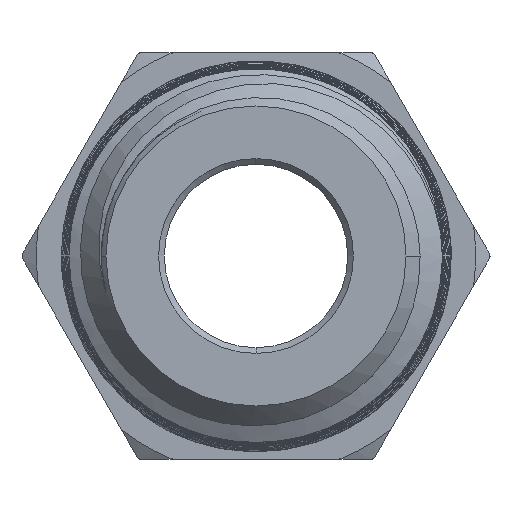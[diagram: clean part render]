
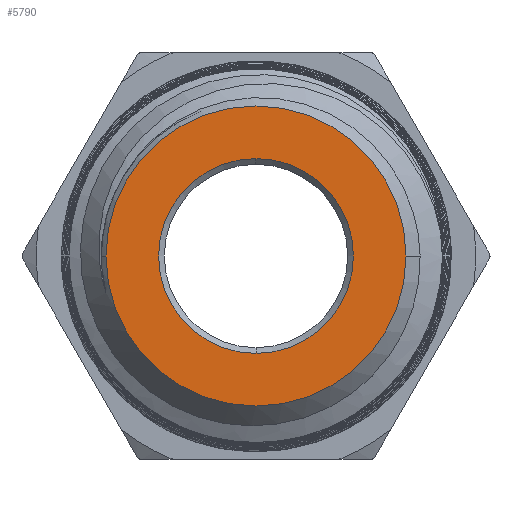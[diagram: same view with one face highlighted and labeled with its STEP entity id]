
A CAD part, left-side view. The second image highlights one B-rep face of the part: STEP entity #5790.
In plain terms, the highlighted planar face has unit normal (-1, 0, 0).
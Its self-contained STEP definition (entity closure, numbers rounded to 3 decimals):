
#1466=CARTESIAN_POINT('',(-17.8,0.,0.));
#1467=DIRECTION('',(-1.,0.,0.));
#1468=DIRECTION('',(0.,1.,0.));
#1469=AXIS2_PLACEMENT_3D('',#1466,#1467,#1468);
#1471=CARTESIAN_POINT('',(-17.8,0.,0.));
#1472=DIRECTION('',(-1.,0.,0.));
#1473=DIRECTION('',(0.,-1.,0.));
#1474=AXIS2_PLACEMENT_3D('',#1471,#1472,#1473);
#1476=CARTESIAN_POINT('',(-17.8,0.,0.));
#1477=DIRECTION('',(1.,0.,0.));
#1478=DIRECTION('',(0.,0.,-1.));
#1479=AXIS2_PLACEMENT_3D('',#1476,#1477,#1478);
#1481=CARTESIAN_POINT('',(-17.8,0.,0.));
#1482=DIRECTION('',(1.,0.,0.));
#1483=DIRECTION('',(0.,0.,1.));
#1484=AXIS2_PLACEMENT_3D('',#1481,#1482,#1483);
#4292=CARTESIAN_POINT('',(-17.8,0.,-3.4));
#4293=CARTESIAN_POINT('',(-17.8,0.,3.4));
#4294=VERTEX_POINT('',#4292);
#4295=VERTEX_POINT('',#4293);
#4300=CARTESIAN_POINT('',(-17.8,5.236,0.));
#4301=CARTESIAN_POINT('',(-17.8,-5.236,0.));
#4302=VERTEX_POINT('',#4300);
#4303=VERTEX_POINT('',#4301);
#5775=CARTESIAN_POINT('',(-17.8,0.,0.));
#5776=DIRECTION('',(-1.,0.,0.));
#5777=DIRECTION('',(0.,1.,0.));
#5778=AXIS2_PLACEMENT_3D('',#5775,#5776,#5777);
#5779=PLANE('',#5778);
#5780=ORIENTED_EDGE('',*,*,#5599,.F.);
#5781=ORIENTED_EDGE('',*,*,#5767,.F.);
#5782=EDGE_LOOP('',(#5780,#5781));
#5783=FACE_OUTER_BOUND('',#5782,.F.);
#5785=ORIENTED_EDGE('',*,*,#5784,.F.);
#5787=ORIENTED_EDGE('',*,*,#5786,.F.);
#5788=EDGE_LOOP('',(#5785,#5787));
#5789=FACE_BOUND('',#5788,.F.);
#1470=CIRCLE('',#1469,5.236);
#1475=CIRCLE('',#1474,5.236);
#1480=CIRCLE('',#1479,3.4);
#1485=CIRCLE('',#1484,3.4);
#5599=EDGE_CURVE('',#4302,#4303,#1470,.T.);
#5767=EDGE_CURVE('',#4303,#4302,#1475,.T.);
#5784=EDGE_CURVE('',#4294,#4295,#1480,.T.);
#5786=EDGE_CURVE('',#4295,#4294,#1485,.T.);
#5790=ADVANCED_FACE('',(#5783,#5789),#5779,.T.);
